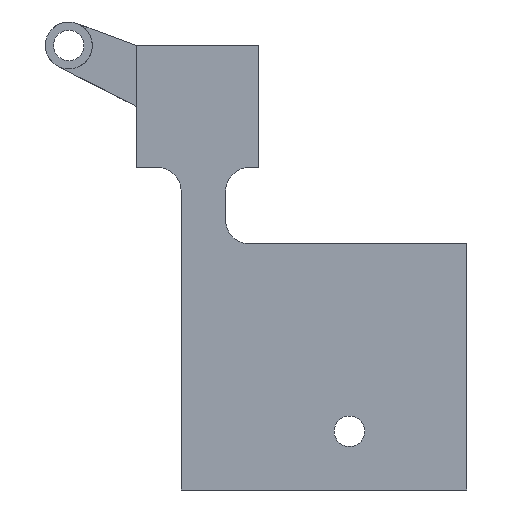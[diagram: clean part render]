
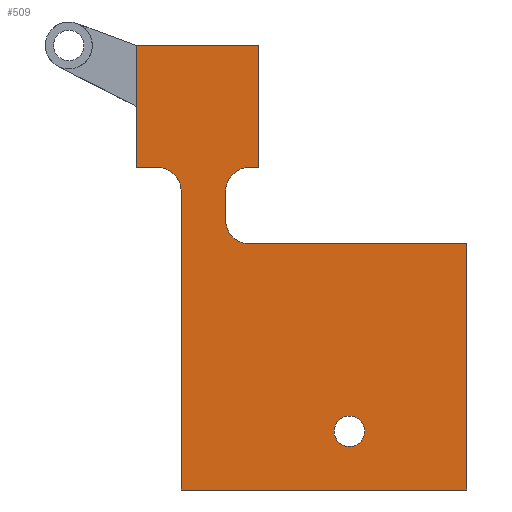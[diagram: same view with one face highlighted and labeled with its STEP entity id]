
A CAD part, front view. The second image highlights one B-rep face of the part: STEP entity #509.
In plain terms, the highlighted planar face has unit normal (0, -1, 0).
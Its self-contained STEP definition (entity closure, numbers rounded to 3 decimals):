
#18=FACE_BOUND('',#78,.T.);
#27=PLANE('',#564);
#47=FACE_OUTER_BOUND('',#77,.T.);
#77=EDGE_LOOP('',(#402,#403,#404,#405,#406,#407,#408,#409,#410,#411,#412,
#413,#414));
#78=EDGE_LOOP('',(#415));
#104=LINE('',#755,#157);
#128=LINE('',#825,#181);
#129=LINE('',#829,#182);
#130=LINE('',#831,#183);
#131=LINE('',#833,#184);
#132=LINE('',#835,#185);
#133=LINE('',#839,#186);
#134=LINE('',#843,#187);
#135=LINE('',#845,#188);
#136=LINE('',#846,#189);
#157=VECTOR('',#605,10.);
#181=VECTOR('',#665,10.);
#182=VECTOR('',#668,10.);
#183=VECTOR('',#669,10.);
#184=VECTOR('',#670,10.);
#185=VECTOR('',#671,10.);
#186=VECTOR('',#674,10.);
#187=VECTOR('',#677,10.);
#188=VECTOR('',#678,10.);
#189=VECTOR('',#679,10.);
#219=CIRCLE('',#565,2.);
#220=CIRCLE('',#566,2.);
#221=CIRCLE('',#567,2.);
#222=CIRCLE('',#568,1.3);
#230=VERTEX_POINT('',#752);
#231=VERTEX_POINT('',#754);
#259=VERTEX_POINT('',#824);
#260=VERTEX_POINT('',#826);
#261=VERTEX_POINT('',#828);
#262=VERTEX_POINT('',#830);
#263=VERTEX_POINT('',#832);
#264=VERTEX_POINT('',#834);
#265=VERTEX_POINT('',#836);
#266=VERTEX_POINT('',#838);
#267=VERTEX_POINT('',#840);
#268=VERTEX_POINT('',#842);
#269=VERTEX_POINT('',#844);
#270=VERTEX_POINT('',#847);
#280=EDGE_CURVE('',#230,#231,#104,.T.);
#315=EDGE_CURVE('',#259,#230,#128,.T.);
#316=EDGE_CURVE('',#259,#260,#219,.T.);
#317=EDGE_CURVE('',#261,#260,#129,.T.);
#318=EDGE_CURVE('',#262,#261,#130,.T.);
#319=EDGE_CURVE('',#263,#262,#131,.T.);
#320=EDGE_CURVE('',#264,#263,#132,.T.);
#321=EDGE_CURVE('',#264,#265,#220,.T.);
#322=EDGE_CURVE('',#266,#265,#133,.T.);
#323=EDGE_CURVE('',#266,#267,#221,.T.);
#324=EDGE_CURVE('',#268,#267,#134,.T.);
#325=EDGE_CURVE('',#269,#268,#135,.T.);
#326=EDGE_CURVE('',#231,#269,#136,.T.);
#327=EDGE_CURVE('',#270,#270,#222,.T.);
#402=ORIENTED_EDGE('',*,*,#280,.F.);
#403=ORIENTED_EDGE('',*,*,#315,.F.);
#404=ORIENTED_EDGE('',*,*,#316,.T.);
#405=ORIENTED_EDGE('',*,*,#317,.F.);
#406=ORIENTED_EDGE('',*,*,#318,.F.);
#407=ORIENTED_EDGE('',*,*,#319,.F.);
#408=ORIENTED_EDGE('',*,*,#320,.F.);
#409=ORIENTED_EDGE('',*,*,#321,.T.);
#410=ORIENTED_EDGE('',*,*,#322,.F.);
#411=ORIENTED_EDGE('',*,*,#323,.T.);
#412=ORIENTED_EDGE('',*,*,#324,.F.);
#413=ORIENTED_EDGE('',*,*,#325,.F.);
#414=ORIENTED_EDGE('',*,*,#326,.F.);
#415=ORIENTED_EDGE('',*,*,#327,.F.);
#509=ADVANCED_FACE('',(#47,#18),#27,.F.);
#564=AXIS2_PLACEMENT_3D('',#823,#663,#664);
#565=AXIS2_PLACEMENT_3D('',#827,#666,#667);
#566=AXIS2_PLACEMENT_3D('',#837,#672,#673);
#567=AXIS2_PLACEMENT_3D('',#841,#675,#676);
#568=AXIS2_PLACEMENT_3D('',#848,#680,#681);
#605=DIRECTION('',(0.,0.,1.));
#663=DIRECTION('center_axis',(0.,1.,0.));
#664=DIRECTION('ref_axis',(1.,0.,0.));
#665=DIRECTION('',(-1.,0.,0.));
#666=DIRECTION('center_axis',(0.,1.,0.));
#667=DIRECTION('ref_axis',(0.,0.,1.));
#668=DIRECTION('',(0.,0.,1.));
#669=DIRECTION('',(-1.,0.,0.));
#670=DIRECTION('',(0.,0.,-1.));
#671=DIRECTION('',(1.,0.,0.));
#672=DIRECTION('center_axis',(0.,1.,0.));
#673=DIRECTION('ref_axis',(0.,0.,-1.));
#674=DIRECTION('',(0.,0.,-1.));
#675=DIRECTION('center_axis',(0.,1.,0.));
#676=DIRECTION('ref_axis',(-1.,0.,0.));
#677=DIRECTION('',(-1.,0.,0.));
#678=DIRECTION('',(0.,0.,-1.));
#679=DIRECTION('',(1.,0.,0.));
#680=DIRECTION('center_axis',(0.,-1.,0.));
#681=DIRECTION('ref_axis',(1.,0.,0.));
#752=CARTESIAN_POINT('',(21.861,0.,27.475));
#754=CARTESIAN_POINT('',(21.861,0.,37.875));
#755=CARTESIAN_POINT('',(21.861,0.,27.475));
#823=CARTESIAN_POINT('Origin',(32.043,0.,19.939));
#824=CARTESIAN_POINT('',(23.661,0.,27.475));
#825=CARTESIAN_POINT('',(23.661,0.,27.475));
#826=CARTESIAN_POINT('',(25.661,0.,25.475));
#827=CARTESIAN_POINT('Origin',(23.661,0.,25.475));
#828=CARTESIAN_POINT('',(25.661,0.,0.));
#829=CARTESIAN_POINT('',(25.661,0.,0.));
#830=CARTESIAN_POINT('',(50.,0.,0.));
#831=CARTESIAN_POINT('',(50.,0.,0.));
#832=CARTESIAN_POINT('',(50.,0.,20.975));
#833=CARTESIAN_POINT('',(50.,0.,20.975));
#834=CARTESIAN_POINT('',(31.461,0.,20.975));
#835=CARTESIAN_POINT('',(31.461,0.,20.975));
#836=CARTESIAN_POINT('',(29.461,0.,22.975));
#837=CARTESIAN_POINT('Origin',(31.461,0.,22.975));
#838=CARTESIAN_POINT('',(29.461,0.,25.475));
#839=CARTESIAN_POINT('',(29.461,0.,25.475));
#840=CARTESIAN_POINT('',(31.461,0.,27.475));
#841=CARTESIAN_POINT('Origin',(31.461,0.,25.475));
#842=CARTESIAN_POINT('',(32.261,0.,27.475));
#843=CARTESIAN_POINT('',(32.261,0.,27.475));
#844=CARTESIAN_POINT('',(32.261,0.,37.875));
#845=CARTESIAN_POINT('',(32.261,0.,37.875));
#846=CARTESIAN_POINT('',(21.861,0.,37.875));
#847=CARTESIAN_POINT('',(38.7,0.,5.));
#848=CARTESIAN_POINT('Origin',(40.,0.,5.));
